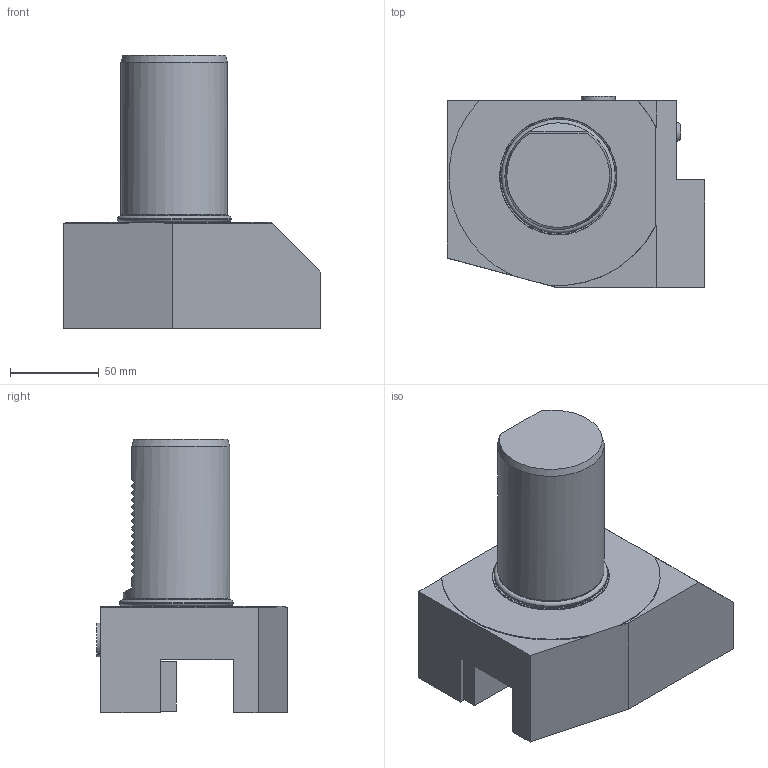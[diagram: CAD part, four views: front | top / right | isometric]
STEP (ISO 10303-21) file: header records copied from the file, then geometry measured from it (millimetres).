
FILE_DESCRIPTION (( 'STEP AP214' ), '1' );
FILE_NAME ('B660X32X60.STEP', '2025-07-30T06:48:01', ( '' ), ( '' ), 'SwSTEP 2.0', 'SolidWorks 2023', '' );
FILE_SCHEMA (( 'AUTOMOTIVE_DESIGN' ));
Length unit declared in the file: millimetre
Products named in the file (1): B660X32X60
Bounding box: 145 x 107.4 x 154 mm (x, y, z)
Volume: 927519.5 mm3; surface area: 82142.3 mm2
Topology: 1 solids, 1 shells, 349 faces, 919 edges, 612 vertices
Faces by surface type: plane 228, bspline 79, cylinder 32, torus 6, cone 3, sphere 1
Full cylindrical faces by diameter (mm): 1.7 x1, 2.1 x1, 6.366 x1, 19 x1, 60 x1, 64.194 x1
Entity records: 17933 total; most frequent: CARTESIAN_POINT 7285, ORIENTED_EDGE 1800, DIRECTION 1300, EDGE_CURVE 900, VERTEX_POINT 607, VECTOR 604, LINE 604, EDGE_LOOP 403
